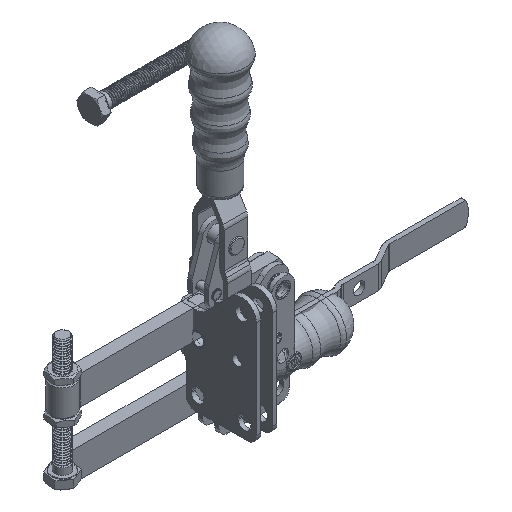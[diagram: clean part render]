
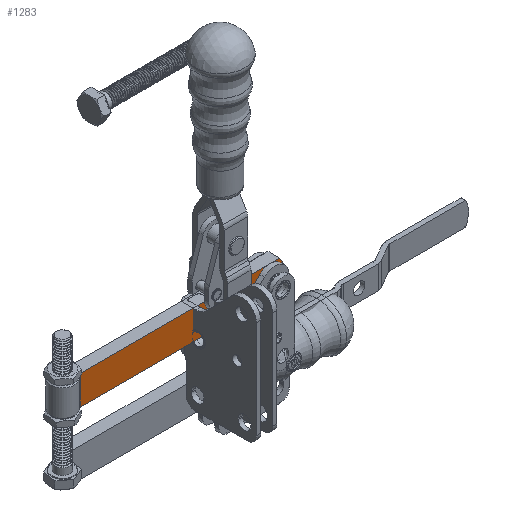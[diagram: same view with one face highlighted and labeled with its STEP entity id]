
A CAD part, isometric view. The second image highlights one B-rep face of the part: STEP entity #1283.
In plain terms, the highlighted planar face has unit normal (0, -1, 0).
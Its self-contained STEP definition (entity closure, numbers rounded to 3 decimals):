
#1283 = ADVANCED_FACE( '', ( #2957, #2958, #2959 ), #2960, .T. );
#2957 = FACE_BOUND( '', #5010, .T. );
#2958 = FACE_BOUND( '', #5011, .T. );
#2959 = FACE_OUTER_BOUND( '', #5012, .T. );
#2960 = PLANE( '', #5013 );
#5010 = EDGE_LOOP( '', ( #8054 ) );
#5011 = EDGE_LOOP( '', ( #8055 ) );
#5012 = EDGE_LOOP( '', ( #8056, #8057, #8058, #8059 ) );
#5013 = AXIS2_PLACEMENT_3D( '', #8060, #8061, #8062 );
#8054 = ORIENTED_EDGE( '', *, *, #9447, .F. );
#8055 = ORIENTED_EDGE( '', *, *, #10428, .F. );
#8056 = ORIENTED_EDGE( '', *, *, #10429, .T. );
#8057 = ORIENTED_EDGE( '', *, *, #10430, .T. );
#8058 = ORIENTED_EDGE( '', *, *, #10431, .T. );
#8059 = ORIENTED_EDGE( '', *, *, #10432, .T. );
#8060 = CARTESIAN_POINT( '', ( -16., 0., 0. ) );
#8061 = DIRECTION( '', ( 0., -1., 0. ) );
#8062 = DIRECTION( '', ( 0., 0., -1. ) );
#9447 = EDGE_CURVE( '', #10794, #10794, #10795, .T. );
#10428 = EDGE_CURVE( '', #12340, #12340, #12341, .T. );
#10429 = EDGE_CURVE( '', #12342, #12343, #12344, .T. );
#10430 = EDGE_CURVE( '', #12343, #12345, #12346, .T. );
#10431 = EDGE_CURVE( '', #12345, #12347, #12348, .T. );
#10432 = EDGE_CURVE( '', #12347, #12342, #12349, .T. );
#10794 = VERTEX_POINT( '', #12780 );
#10795 = CIRCLE( '', #12781, 4.025 );
#12340 = VERTEX_POINT( '', #14946 );
#12341 = CIRCLE( '', #14947, 4.025 );
#12342 = VERTEX_POINT( '', #14948 );
#12343 = VERTEX_POINT( '', #14949 );
#12344 = CIRCLE( '', #14950, 16. );
#12345 = VERTEX_POINT( '', #14951 );
#12346 = LINE( '', #14952, #14953 );
#12347 = VERTEX_POINT( '', #14954 );
#12348 = LINE( '', #14955, #14956 );
#12349 = LINE( '', #14957, #14958 );
#12780 = CARTESIAN_POINT( '', ( -5.975, 0., 0. ) );
#12781 = AXIS2_PLACEMENT_3D( '', #15466, #15467, #15468 );
#14946 = CARTESIAN_POINT( '', ( -35.675, 0., 0. ) );
#14947 = AXIS2_PLACEMENT_3D( '', #16867, #16868, #16869 );
#14948 = CARTESIAN_POINT( '', ( -3.51, 0., -10. ) );
#14949 = CARTESIAN_POINT( '', ( -3.51, 0., 10. ) );
#14950 = AXIS2_PLACEMENT_3D( '', #16870, #16871, #16872 );
#14951 = CARTESIAN_POINT( '', ( -140., 0., 10. ) );
#14952 = CARTESIAN_POINT( '', ( -3.51, 0., 10. ) );
#14953 = VECTOR( '', #16873, 1000. );
#14954 = CARTESIAN_POINT( '', ( -140., 0., -10. ) );
#14955 = CARTESIAN_POINT( '', ( -140., 0., 10. ) );
#14956 = VECTOR( '', #16874, 1000. );
#14957 = CARTESIAN_POINT( '', ( -140., 0., -10. ) );
#14958 = VECTOR( '', #16875, 1000. );
#15466 = CARTESIAN_POINT( '', ( -10., 0., 0. ) );
#15467 = DIRECTION( '', ( 0., -1., 0. ) );
#15468 = DIRECTION( '', ( 1., 0., 0. ) );
#16867 = CARTESIAN_POINT( '', ( -39.7, 0., 0. ) );
#16868 = DIRECTION( '', ( 0., -1., 0. ) );
#16869 = DIRECTION( '', ( 1., 0., 0. ) );
#16870 = CARTESIAN_POINT( '', ( -16., 0., 0. ) );
#16871 = DIRECTION( '', ( 0., -1., 0. ) );
#16872 = DIRECTION( '', ( -1., 0., 0. ) );
#16873 = DIRECTION( '', ( -1., 0., 0. ) );
#16874 = DIRECTION( '', ( 0., 0., -1. ) );
#16875 = DIRECTION( '', ( 1., 0., 0. ) );
